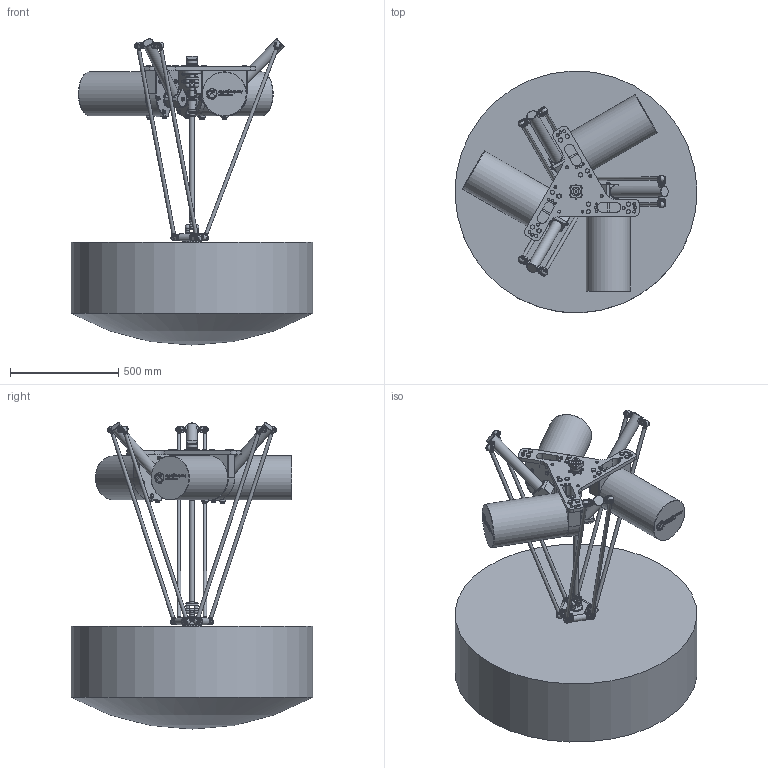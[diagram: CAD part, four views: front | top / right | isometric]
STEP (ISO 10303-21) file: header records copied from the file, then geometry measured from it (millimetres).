
FILE_DESCRIPTION(/* description */ ('Norm.iam Teamplte'),/* implementation_level */ '2;1');
FILE_NAME(/* name */ '3D-model_A_00881-T1.stp',/* time_stamp */ '2023-03-03T13:18:45+01:00',/* author */ ('julien.ihle'),/* organization */ (''),/* preprocessor_version */ 'ST-DEVELOPER v16.5',/* originating_system */ 'Autodesk Inventor 2017',/* authorisation */ '');
FILE_SCHEMA (('AUTOMOTIVE_DESIGN { 1 0 10303 214 3 1 1 }'));
Products named in the file (12): A_00881-T1_DUMMY HHD DELTA Robotermechanik RL4-1200-3kg; MT_WST00109289 Dummy Kopfplatte; MT_WST00104314; MT_WST00108831 Unterarm Dummy; MT_WST00109327 Teleskopwelle; MT_WST00109328 Teleskopwelle Dummy; MT_WST00108846 Kugelgelenk Dummy; MT_WST00109291 Dummy Kardankreuz; MT_WST00109248 Werkzeugträger Dummy; MT_WST00109496 n/a; MT_WST00113181 Oberarm Dummy; MT_WST00109082 Arbeitsbereich
Assembly tree (24 placements, depth 2):
  A_00881-T1_DUMMY HHD DELTA Robotermechanik RL4-1200-3kg
    MT_WST00109289 Dummy Kopfplatte
    MT_WST00104314  x6
    MT_WST00108831 Unterarm Dummy  x6
    MT_WST00109327 Teleskopwelle
    MT_WST00109328 Teleskopwelle Dummy
    MT_WST00108846 Kugelgelenk Dummy
    MT_WST00109291 Dummy Kardankreuz  x2
    MT_WST00109248 Werkzeugträger Dummy
    MT_WST00109496 n/a
    MT_WST00113181 Oberarm Dummy  x3
    MT_WST00109082 Arbeitsbereich
Bounding box: 1119.44 x 1119.44 x 1417.17 mm (x, y, z)
Volume: 447532141.9 mm3; surface area: 5361735.7 mm2
Topology: 24 solids, 24 shells, 3088 faces, 7389 edges, 4753 vertices
Faces by surface type: plane 1483, cylinder 801, torus 365, cone 250, bspline 155, sphere 34
Full cylindrical faces by diameter (mm): 3.242 x11, 4.134 x4, 5 x2, 6 x24, 7 x7, 8 x25, 9.013 x1, 9.2 x6, 10 x19, 10.106 x6, 11 x30, 12 x1, 13 x6, 13.5 x12, 14.5 x2, 16 x66, 16.9 x27, 17.2 x12, 19 x8, 20 x1, 22 x10, 25 x2, 25.8 x1, 28 x6, 30 x3, 38 x2, 41 x1, 49 x3, 50 x4, 59 x2
Entity records: 71762 total; most frequent: CARTESIAN_POINT 21133, DIRECTION 10208, ORIENTED_EDGE 9518, EDGE_CURVE 4759, AXIS2_PLACEMENT_3D 3913, VERTEX_POINT 3290, EDGE_LOOP 2959, LINE 2382
